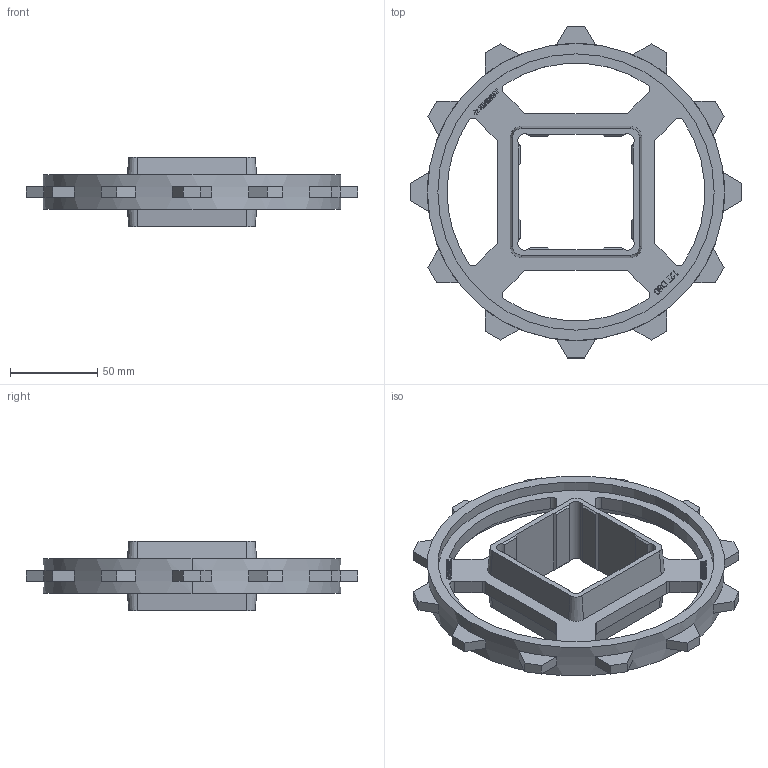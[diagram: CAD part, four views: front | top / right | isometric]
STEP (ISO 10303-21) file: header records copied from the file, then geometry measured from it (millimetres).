
FILE_DESCRIPTION (( 'STEP AP203' ), '1' );
FILE_NAME ('D50Z12C63.STEP', '2025-06-05T08:56:56', ( '' ), ( '' ), 'SwSTEP 2.0', 'SolidWorks 2024', '' );
FILE_SCHEMA (( 'CONFIG_CONTROL_DESIGN' ));
Length unit declared in the file: millimetre
Products named in the file (1): D50Z12C63
Bounding box: 190.6 x 190.6 x 40 mm (x, y, z)
Volume: 171973.9 mm3; surface area: 68514.2 mm2
Topology: 1 solids, 1 shells, 412 faces, 1113 edges, 742 vertices
Faces by surface type: plane 273, bspline 96, cylinder 35, cone 8
Entity records: 15196 total; most frequent: CARTESIAN_POINT 5316, ORIENTED_EDGE 2226, DIRECTION 1653, EDGE_CURVE 1113, LINE 791, VECTOR 791, VERTEX_POINT 742, EDGE_LOOP 461
